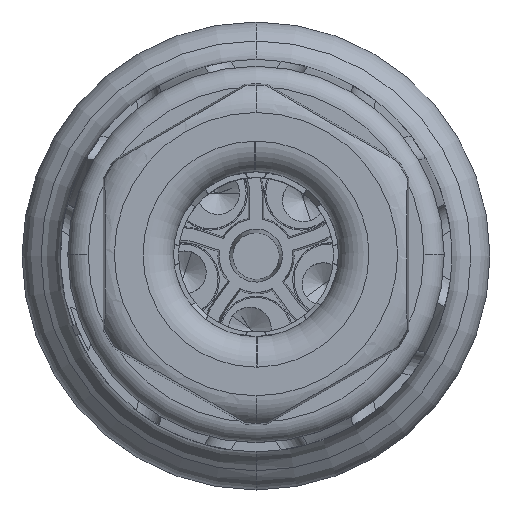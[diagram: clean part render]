
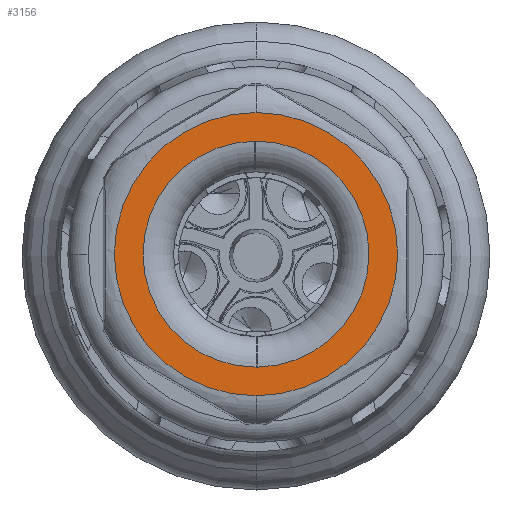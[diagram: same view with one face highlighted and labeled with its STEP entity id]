
A CAD part, top view. The second image highlights one B-rep face of the part: STEP entity #3156.
In plain terms, the highlighted planar face has unit normal (0, 0, 1).
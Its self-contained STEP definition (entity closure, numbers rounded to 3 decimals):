
#3156=ADVANCED_FACE('',(#9927,#9928),#9929,.T.);
#9927=FACE_OUTER_BOUND('',#19119,.T.);
#9928=FACE_BOUND('',#19120,.T.);
#9929=PLANE('',#19121);
#19119=EDGE_LOOP('',(#46682,#46683));
#19120=EDGE_LOOP('',(#46684,#46685,#46686,#46687));
#19121=AXIS2_PLACEMENT_3D('',#46688,#46689,#46690);
#46682=ORIENTED_EDGE('',*,*,#58570,.T.);
#46683=ORIENTED_EDGE('',*,*,#58571,.T.);
#46684=ORIENTED_EDGE('',*,*,#58572,.T.);
#46685=ORIENTED_EDGE('',*,*,#49844,.T.);
#46686=ORIENTED_EDGE('',*,*,#58573,.T.);
#46687=ORIENTED_EDGE('',*,*,#49847,.T.);
#46688=CARTESIAN_POINT('',(0.0,0.0,17.076));
#46689=DIRECTION('',(0.0,0.0,1.0));
#46690=DIRECTION('',(1.0,0.0,0.0));
#49844=EDGE_CURVE('',#59622,#59620,#59623,.T.);
#49847=EDGE_CURVE('',#59627,#59625,#59628,.T.);
#58570=EDGE_CURVE('',#74148,#74150,#74152,.T.);
#58571=EDGE_CURVE('',#74150,#74148,#74153,.T.);
#58572=EDGE_CURVE('',#59625,#59622,#74154,.T.);
#58573=EDGE_CURVE('',#59620,#59627,#74155,.T.);
#59620=VERTEX_POINT('',#75877);
#59622=VERTEX_POINT('',#75879);
#59623=CIRCLE('',#75880,11.105);
#59625=VERTEX_POINT('',#75882);
#59627=VERTEX_POINT('',#75884);
#59628=CIRCLE('',#75885,11.105);
#74148=VERTEX_POINT('',#103799);
#74150=VERTEX_POINT('',#103801);
#74152=CIRCLE('',#103803,13.922);
#74153=CIRCLE('',#103804,13.922);
#74154=CIRCLE('',#103805,11.105);
#74155=CIRCLE('',#103806,11.105);
#75877=CARTESIAN_POINT('',(0.0,-11.105,17.076));
#75879=CARTESIAN_POINT('',(0.165,-11.104,17.076));
#75880=AXIS2_PLACEMENT_3D('',#107053,#107054,#107055);
#75882=CARTESIAN_POINT('',(0.0,11.105,17.076));
#75884=CARTESIAN_POINT('',(-0.165,11.104,17.076));
#75885=AXIS2_PLACEMENT_3D('',#107062,#107063,#107064);
#103799=CARTESIAN_POINT('',(0.0,-13.922,17.076));
#103801=CARTESIAN_POINT('',(0.0,13.922,17.076));
#103803=AXIS2_PLACEMENT_3D('',#115356,#115357,#115358);
#103804=AXIS2_PLACEMENT_3D('',#115359,#115360,#115361);
#103805=AXIS2_PLACEMENT_3D('',#115362,#115363,#115364);
#103806=AXIS2_PLACEMENT_3D('',#115365,#115366,#115367);
#107053=CARTESIAN_POINT('',(0.0,0.0,17.076));
#107054=DIRECTION('',(0.0,0.0,-1.0));
#107055=DIRECTION('',(0.0,1.0,0.0));
#107062=CARTESIAN_POINT('',(0.0,0.0,17.076));
#107063=DIRECTION('',(0.0,0.0,-1.0));
#107064=DIRECTION('',(0.0,-1.0,0.0));
#115356=CARTESIAN_POINT('',(0.0,0.0,17.076));
#115357=DIRECTION('',(0.0,0.0,1.0));
#115358=DIRECTION('',(0.0,-1.0,0.0));
#115359=CARTESIAN_POINT('',(0.0,0.0,17.076));
#115360=DIRECTION('',(0.0,-0.0,1.0));
#115361=DIRECTION('',(0.0,1.0,0.0));
#115362=CARTESIAN_POINT('',(0.0,0.0,17.076));
#115363=DIRECTION('',(0.0,0.0,-1.0));
#115364=DIRECTION('',(0.0,1.0,0.0));
#115365=CARTESIAN_POINT('',(0.0,0.0,17.076));
#115366=DIRECTION('',(0.0,0.0,-1.0));
#115367=DIRECTION('',(0.0,-1.0,0.0));
